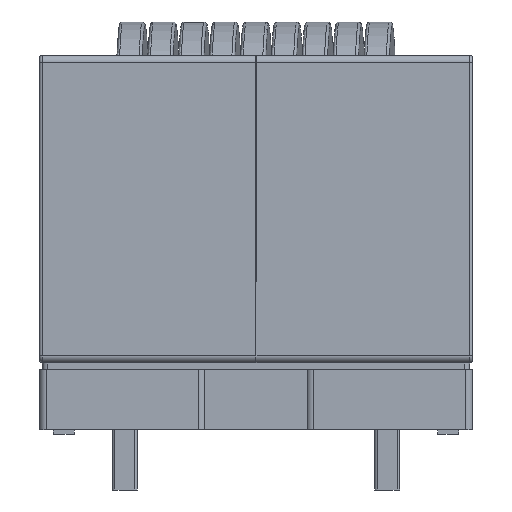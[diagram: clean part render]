
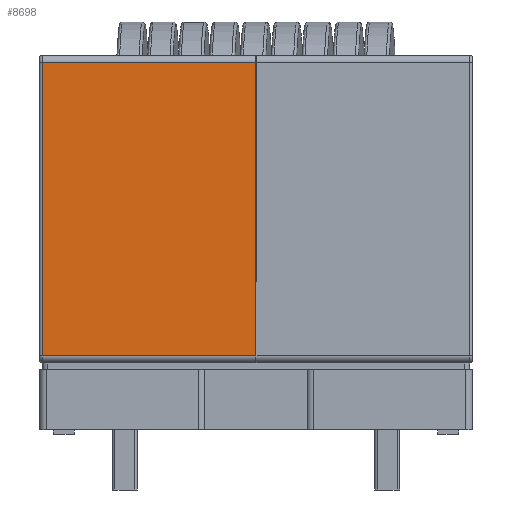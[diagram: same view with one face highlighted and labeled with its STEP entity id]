
A CAD part, left-side view. The second image highlights one B-rep face of the part: STEP entity #8698.
In plain terms, the highlighted face is planar.
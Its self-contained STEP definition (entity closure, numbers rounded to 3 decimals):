
#2045=ORIENTED_EDGE('',*,*,#4301,.T.);
#2046=ORIENTED_EDGE('',*,*,#4302,.T.);
#2047=ORIENTED_EDGE('',*,*,#4303,.T.);
#2048=ORIENTED_EDGE('',*,*,#4291,.F.);
#4291=EDGE_CURVE('',#5458,#5459,#6284,.T.);
#4301=EDGE_CURVE('',#5458,#5466,#6286,.F.);
#4302=EDGE_CURVE('',#5466,#5467,#6287,.T.);
#4303=EDGE_CURVE('',#5467,#5459,#6288,.T.);
#5458=VERTEX_POINT('',#21868);
#5459=VERTEX_POINT('',#21870);
#5466=VERTEX_POINT('',#21889);
#5467=VERTEX_POINT('',#21891);
#6284=LINE('',#21869,#6839);
#6286=LINE('',#21888,#6841);
#6287=LINE('',#21890,#6842);
#6288=LINE('',#21892,#6843);
#6839=VECTOR('',#12502,1000.);
#6841=VECTOR('',#12524,1000.);
#6842=VECTOR('',#12525,1000.);
#6843=VECTOR('',#12526,1000.);
#7330=EDGE_LOOP('',(#2045,#2046,#2047,#2048));
#7893=FACE_BOUND('',#7330,.T.);
#8392=PLANE('',#11561);
#8698=ADVANCED_FACE('',(#7893),#8392,.T.);
#11561=AXIS2_PLACEMENT_3D('',#21887,#12522,#12523);
#12502=DIRECTION('',(0.,-1.,0.));
#12522=DIRECTION('',(1.,0.,0.));
#12523=DIRECTION('',(0.,1.,0.));
#12524=DIRECTION('',(0.,0.,-1.));
#12525=DIRECTION('',(0.,-1.,0.));
#12526=DIRECTION('',(0.,0.,-1.));
#21868=CARTESIAN_POINT('',(16.1,10.5,-7.75));
#21869=CARTESIAN_POINT('',(16.1,11.,-7.75));
#21870=CARTESIAN_POINT('',(16.1,-10.5,-7.75));
#21887=CARTESIAN_POINT('',(16.1,11.,7.75));
#21888=CARTESIAN_POINT('',(16.1,10.5,7.75));
#21889=CARTESIAN_POINT('',(16.1,10.5,7.55));
#21890=CARTESIAN_POINT('',(16.1,-10.5,7.55));
#21891=CARTESIAN_POINT('',(16.1,-10.5,7.55));
#21892=CARTESIAN_POINT('',(16.1,-10.5,7.75));
